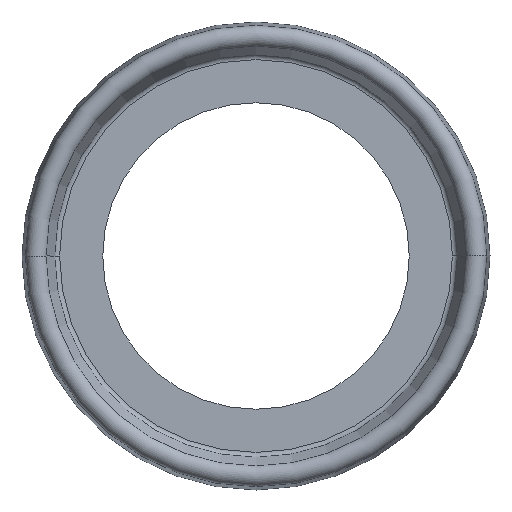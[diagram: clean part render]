
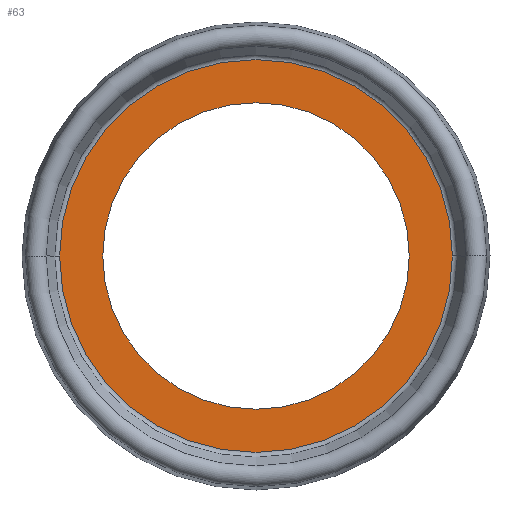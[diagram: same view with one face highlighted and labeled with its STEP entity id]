
A CAD part, left-side view. The second image highlights one B-rep face of the part: STEP entity #63.
In plain terms, the highlighted planar face has unit normal (-1, 0, 0).
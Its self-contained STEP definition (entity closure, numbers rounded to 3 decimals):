
#3 = CARTESIAN_POINT ( 'NONE',  ( -0.9, -7.1, 0. ) ) ;
#15 = AXIS2_PLACEMENT_3D ( 'NONE', #227, #477, #219 ) ;
#34 = AXIS2_PLACEMENT_3D ( 'NONE', #470, #157, #552 ) ;
#36 = FACE_OUTER_BOUND ( 'NONE', #305, .T. ) ;
#41 = CARTESIAN_POINT ( 'NONE',  ( -0.9, 7.1, 0. ) ) ;
#45 = VERTEX_POINT ( 'NONE', #561 ) ;
#59 = AXIS2_PLACEMENT_3D ( 'NONE', #425, #205, #430 ) ;
#63 = ADVANCED_FACE ( 'NONE', ( #505, #36 ), #108, .T. ) ;
#91 = DIRECTION ( 'NONE',  ( 1., 0., 0. ) ) ;
#108 = PLANE ( 'NONE',  #34 ) ;
#115 = AXIS2_PLACEMENT_3D ( 'NONE', #222, #91, #401 ) ;
#123 = AXIS2_PLACEMENT_3D ( 'NONE', #355, #445, #361 ) ;
#145 = CIRCLE ( 'NONE', #15, 9.097 ) ;
#157 = DIRECTION ( 'NONE',  ( -1., 0., 0. ) ) ;
#194 = EDGE_CURVE ( 'NONE', #261, #238, #274, .T. ) ;
#197 = ORIENTED_EDGE ( 'NONE', *, *, #339, .F. ) ;
#202 = CIRCLE ( 'NONE', #123, 7.1 ) ;
#205 = DIRECTION ( 'NONE',  ( 1., 0., 0. ) ) ;
#219 = DIRECTION ( 'NONE',  ( 0., 1., 0. ) ) ;
#222 = CARTESIAN_POINT ( 'NONE',  ( -0.9, 0., 0. ) ) ;
#227 = CARTESIAN_POINT ( 'NONE',  ( -0.9, 0., 0. ) ) ;
#238 = VERTEX_POINT ( 'NONE', #41 ) ;
#261 = VERTEX_POINT ( 'NONE', #3 ) ;
#274 = CIRCLE ( 'NONE', #115, 7.1 ) ;
#297 = EDGE_CURVE ( 'NONE', #238, #261, #202, .T. ) ;
#305 = EDGE_LOOP ( 'NONE', ( #444, #197 ) ) ;
#322 = EDGE_LOOP ( 'NONE', ( #360, #347 ) ) ;
#328 = VERTEX_POINT ( 'NONE', #572 ) ;
#339 = EDGE_CURVE ( 'NONE', #45, #328, #145, .T. ) ;
#347 = ORIENTED_EDGE ( 'NONE', *, *, #194, .T. ) ;
#355 = CARTESIAN_POINT ( 'NONE',  ( -0.9, 0., 0. ) ) ;
#360 = ORIENTED_EDGE ( 'NONE', *, *, #297, .T. ) ;
#361 = DIRECTION ( 'NONE',  ( 0., 1., 0. ) ) ;
#401 = DIRECTION ( 'NONE',  ( 0., 1., 0. ) ) ;
#416 = CIRCLE ( 'NONE', #59, 9.097 ) ;
#425 = CARTESIAN_POINT ( 'NONE',  ( -0.9, 0., 0. ) ) ;
#430 = DIRECTION ( 'NONE',  ( 0., 1., 0. ) ) ;
#444 = ORIENTED_EDGE ( 'NONE', *, *, #554, .F. ) ;
#445 = DIRECTION ( 'NONE',  ( 1., 0., 0. ) ) ;
#470 = CARTESIAN_POINT ( 'NONE',  ( -0.9, 7.1, 0. ) ) ;
#477 = DIRECTION ( 'NONE',  ( 1., 0., 0. ) ) ;
#505 = FACE_BOUND ( 'NONE', #322, .T. ) ;
#552 = DIRECTION ( 'NONE',  ( 0., -1., 0. ) ) ;
#554 = EDGE_CURVE ( 'NONE', #328, #45, #416, .T. ) ;
#561 = CARTESIAN_POINT ( 'NONE',  ( -0.9, -9.097, 0. ) ) ;
#572 = CARTESIAN_POINT ( 'NONE',  ( -0.9, 9.097, 0. ) ) ;
